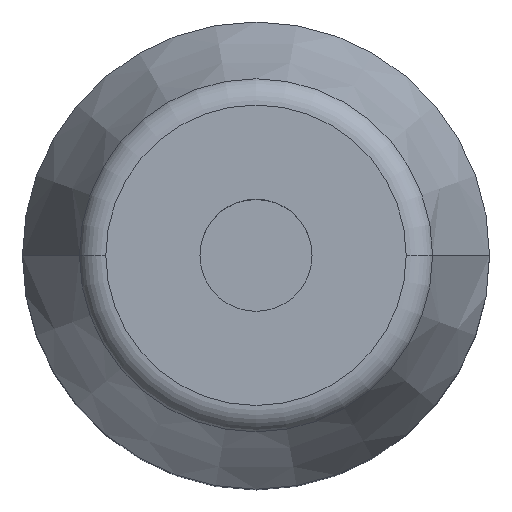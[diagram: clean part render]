
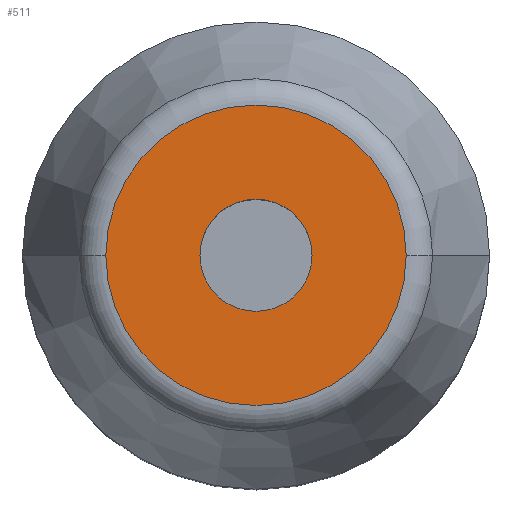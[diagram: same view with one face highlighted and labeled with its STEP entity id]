
A CAD part, top view. The second image highlights one B-rep face of the part: STEP entity #511.
In plain terms, the highlighted planar face has unit normal (0, 0, 1).
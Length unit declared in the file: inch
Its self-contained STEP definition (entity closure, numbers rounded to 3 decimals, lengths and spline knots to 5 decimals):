
#17 = EDGE_CURVE ( 'NONE', #837, #726, #418, .T. ) ;
#23 = EDGE_CURVE ( 'NONE', #726, #837, #485, .T. ) ;
#34 = AXIS2_PLACEMENT_3D ( 'NONE', #597, #580, #572 ) ;
#56 = EDGE_CURVE ( 'NONE', #651, #736, #491, .T. ) ;
#73 = AXIS2_PLACEMENT_3D ( 'NONE', #771, #785, #795 ) ;
#81 = AXIS2_PLACEMENT_3D ( 'NONE', #696, #755, #757 ) ;
#92 = AXIS2_PLACEMENT_3D ( 'NONE', #902, #761, #816 ) ;
#99 = AXIS2_PLACEMENT_3D ( 'NONE', #791, #874, #810 ) ;
#135 = EDGE_CURVE ( 'NONE', #736, #651, #173, .T. ) ;
#173 = CIRCLE ( 'NONE', #92, 0.08037 ) ;
#255 = ORIENTED_EDGE ( 'NONE', *, *, #56, .T. ) ;
#274 = FACE_OUTER_BOUND ( 'NONE', #413, .T. ) ;
#275 = FACE_BOUND ( 'NONE', #396, .T. ) ;
#293 = ORIENTED_EDGE ( 'NONE', *, *, #135, .T. ) ;
#300 = ORIENTED_EDGE ( 'NONE', *, *, #23, .F. ) ;
#310 = ORIENTED_EDGE ( 'NONE', *, *, #17, .F. ) ;
#396 = EDGE_LOOP ( 'NONE', ( #310, #300 ) ) ;
#413 = EDGE_LOOP ( 'NONE', ( #255, #293 ) ) ;
#418 = CIRCLE ( 'NONE', #81, 0.03 ) ;
#485 = CIRCLE ( 'NONE', #73, 0.03 ) ;
#491 = CIRCLE ( 'NONE', #34, 0.08037 ) ;
#511 = ADVANCED_FACE ( 'NONE', ( #275, #274 ), #862, .T. ) ;
#572 = DIRECTION ( 'NONE',  ( 1., 0., 0. ) ) ;
#580 = DIRECTION ( 'NONE',  ( 0., 0., 1. ) ) ;
#597 = CARTESIAN_POINT ( 'NONE',  ( 0., 0., 0. ) ) ;
#651 = VERTEX_POINT ( 'NONE', #845 ) ;
#674 = CARTESIAN_POINT ( 'NONE',  ( -0.03, 0., 0. ) ) ;
#692 = CARTESIAN_POINT ( 'NONE',  ( -0.08037, 0., 0. ) ) ;
#696 = CARTESIAN_POINT ( 'NONE',  ( 0., 0., 0. ) ) ;
#726 = VERTEX_POINT ( 'NONE', #674 ) ;
#736 = VERTEX_POINT ( 'NONE', #692 ) ;
#755 = DIRECTION ( 'NONE',  ( 0., 0., 1. ) ) ;
#757 = DIRECTION ( 'NONE',  ( 1., 0., 0. ) ) ;
#761 = DIRECTION ( 'NONE',  ( 0., 0., 1. ) ) ;
#771 = CARTESIAN_POINT ( 'NONE',  ( 0., 0., 0. ) ) ;
#785 = DIRECTION ( 'NONE',  ( 0., 0., 1. ) ) ;
#791 = CARTESIAN_POINT ( 'NONE',  ( 0., 0., 0. ) ) ;
#795 = DIRECTION ( 'NONE',  ( 1., 0., 0. ) ) ;
#810 = DIRECTION ( 'NONE',  ( 1., 0., 0. ) ) ;
#816 = DIRECTION ( 'NONE',  ( 1., 0., 0. ) ) ;
#837 = VERTEX_POINT ( 'NONE', #850 ) ;
#845 = CARTESIAN_POINT ( 'NONE',  ( 0.08037, 0., 0. ) ) ;
#850 = CARTESIAN_POINT ( 'NONE',  ( 0.03, 0., 0. ) ) ;
#862 = PLANE ( 'NONE',  #99 ) ;
#874 = DIRECTION ( 'NONE',  ( 0., 0., 1. ) ) ;
#902 = CARTESIAN_POINT ( 'NONE',  ( 0., 0., 0. ) ) ;
